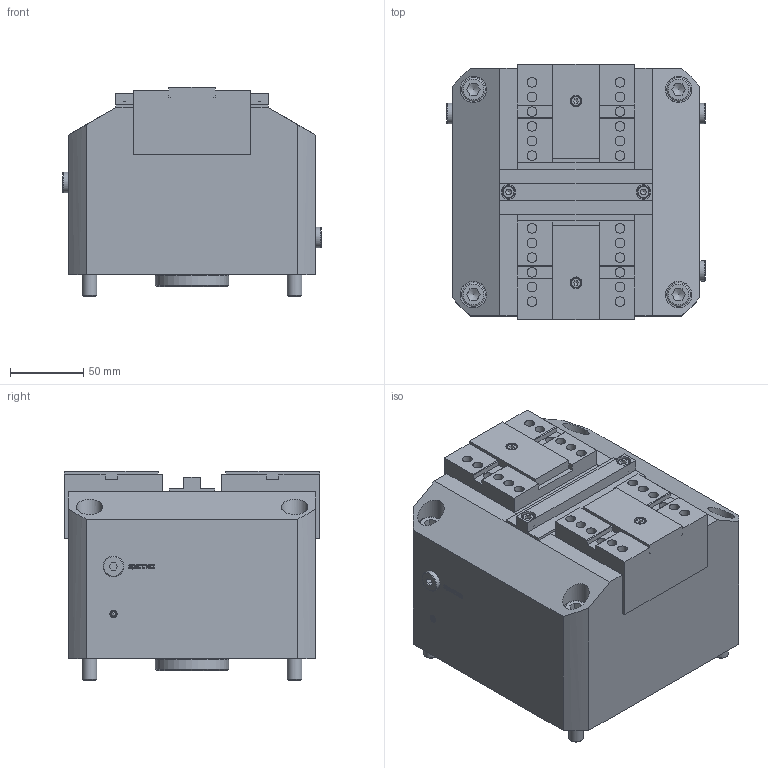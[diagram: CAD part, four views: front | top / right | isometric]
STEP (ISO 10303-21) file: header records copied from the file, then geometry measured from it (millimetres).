
FILE_DESCRIPTION(/* description */ ('Pneum. Zentrierspanner BSP 170 D-KV'),/* implementation_level */ '2;1');
FILE_NAME(/* name */ '152-0170-003-Kunde (verstellbar).stp',/* time_stamp */ '2021-04-08T10:35:00+02:00',/* author */ ('adam'),/* organization */ (''),/* preprocessor_version */ 'ST-DEVELOPER v18.1',/* originating_system */ 'Autodesk Inventor 2021',/* authorisation */ '');
FILE_SCHEMA (('AUTOMOTIVE_DESIGN { 1 0 10303 214 3 1 1 }'));
Products named in the file (3): 152-0170-003-Kunde (verstellbar); 152-0170-003-Kunde (verstellbar) Basis; 152-0170-003-Kunde (verstellbar) Backe
Assembly tree (3 placements, depth 2):
  152-0170-003-Kunde (verstellbar)
    152-0170-003-Kunde (verstellbar) Basis
    152-0170-003-Kunde (verstellbar) Backe  x2
Bounding box: 176 x 174 x 143 mm (x, y, z)
Volume: 3176612.4 mm3; surface area: 244135.4 mm2
Topology: 8 solids, 24 shells, 1610 faces, 4196 edges, 2779 vertices
Faces by surface type: plane 862, bspline 442, cylinder 176, cone 91, torus 29, sphere 10
Full cylindrical faces by diameter (mm): 3 x14, 4 x9, 4.918 x1, 5 x7, 6 x4, 6.4 x1, 6.647 x28, 7 x2, 8 x2, 8.5 x2, 8.566 x3, 10 x17, 11 x12, 12 x4, 14 x3, 16 x4, 18 x4, 50 x1
Entity records: 52100 total; most frequent: CARTESIAN_POINT 15623, ORIENTED_EDGE 7996, DIRECTION 5633, EDGE_CURVE 3998, VERTEX_POINT 2671, LINE 2439, VECTOR 2439, EDGE_LOOP 1721
